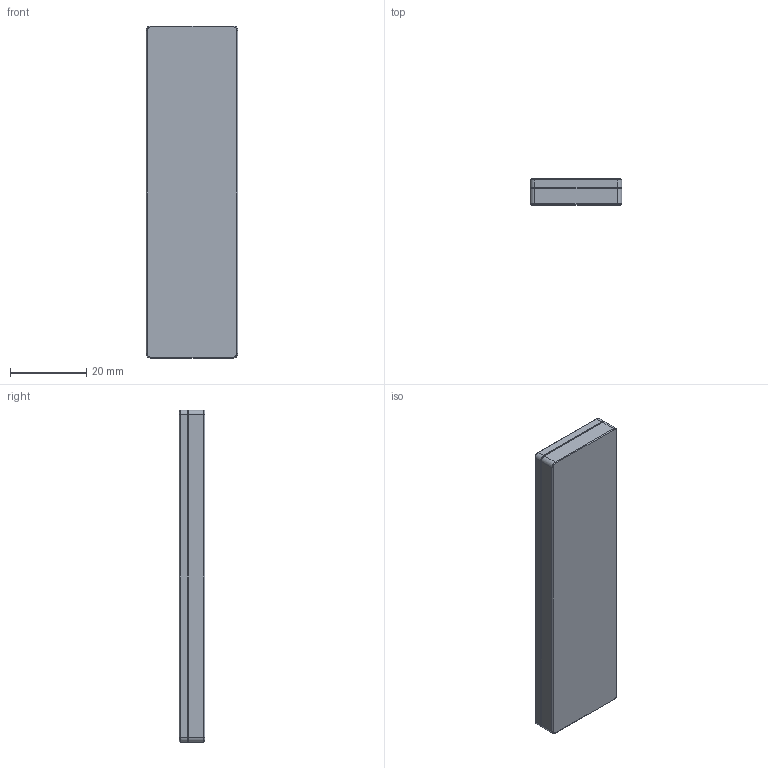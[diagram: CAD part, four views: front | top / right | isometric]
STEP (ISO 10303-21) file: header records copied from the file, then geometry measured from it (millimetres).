
FILE_DESCRIPTION(('FreeCAD Model'),'2;1');
FILE_NAME('Open CASCADE Shape Model','2025-04-29T16:49:35',('FreeCAD'),( 'FreeCAD'),'Open CASCADE STEP processor 7.6','FreeCAD','Unknown');
FILE_SCHEMA(('AUTOMOTIVE_DESIGN { 1 0 10303 214 1 1 1 1 }'));
Length unit declared in the file: millimetre
Products named in the file (1): Open CASCADE STEP translator 7.6 1
Bounding box: 24.07 x 6.69 x 87.28 mm (x, y, z)
Volume: 12598.7 mm3; surface area: 5919.8 mm2
Topology: 1 solids, 1 shells, 819 faces, 2303 edges, 1530 vertices
Faces by surface type: bspline 819
Entity records: 27808 total; most frequent: CARTESIAN_POINT 13779, ORIENTED_EDGE 4606, EDGE_CURVE 2303, B_SPLINE_CURVE_WITH_KNOTS 2251, VERTEX_POINT 1530, FACE_BOUND 863, EDGE_LOOP 863, ADVANCED_FACE 819
